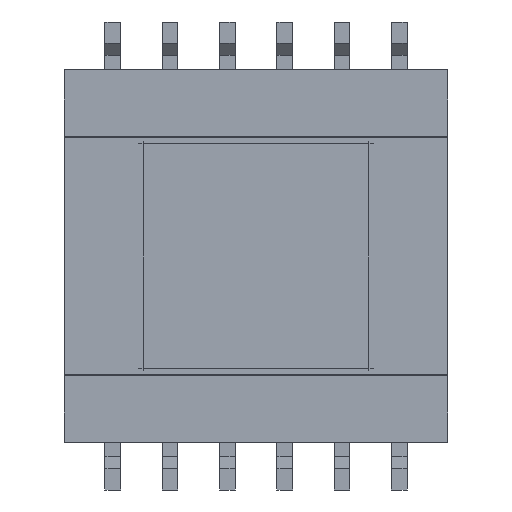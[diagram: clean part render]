
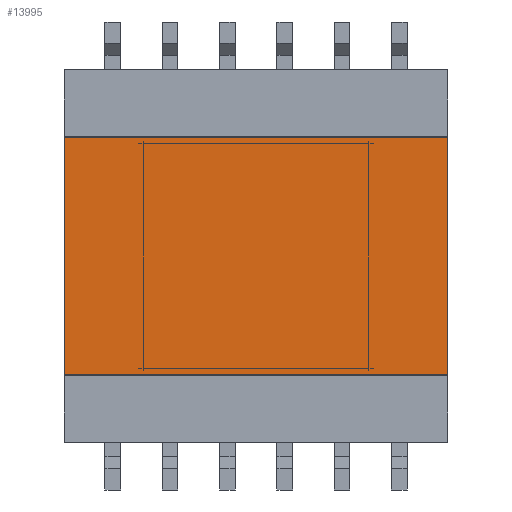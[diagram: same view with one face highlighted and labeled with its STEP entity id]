
A CAD part, front view. The second image highlights one B-rep face of the part: STEP entity #13995.
In plain terms, the highlighted planar face has unit normal (0, -1, 0).
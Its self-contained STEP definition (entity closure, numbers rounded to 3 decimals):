
#262 = LINE ( 'NONE', #26040, #3820 ) ;
#349 = ORIENTED_EDGE ( 'NONE', *, *, #12637, .F. ) ;
#727 = CARTESIAN_POINT ( 'NONE',  ( -13.385, 1.29, -8.3 ) ) ;
#967 = VECTOR ( 'NONE', #10087, 1000. ) ;
#1021 = DIRECTION ( 'NONE',  ( 0., 0., 1. ) ) ;
#1592 = LINE ( 'NONE', #7899, #967 ) ;
#3503 = CARTESIAN_POINT ( 'NONE',  ( 13.385, 1.29, 8.3 ) ) ;
#3682 = FACE_OUTER_BOUND ( 'NONE', #13780, .T. ) ;
#3820 = VECTOR ( 'NONE', #21789, 1000. ) ;
#4405 = CARTESIAN_POINT ( 'NONE',  ( -13.385, 1.29, 8.3 ) ) ;
#5003 = VECTOR ( 'NONE', #23262, 1000. ) ;
#5400 = CARTESIAN_POINT ( 'NONE',  ( 13.385, 1.29, -8.3 ) ) ;
#5795 = VERTEX_POINT ( 'NONE', #18645 ) ;
#7283 = PLANE ( 'NONE',  #20659 ) ;
#7899 = CARTESIAN_POINT ( 'NONE',  ( -13.385, 1.29, 8.3 ) ) ;
#9305 = CARTESIAN_POINT ( 'NONE',  ( -13.385, 1.29, 8.3 ) ) ;
#10087 = DIRECTION ( 'NONE',  ( 1., 0., 0. ) ) ;
#10811 = EDGE_CURVE ( 'NONE', #5795, #20742, #14150, .T. ) ;
#12374 = EDGE_CURVE ( 'NONE', #20742, #18698, #1592, .T. ) ;
#12637 = EDGE_CURVE ( 'NONE', #18698, #13653, #262, .T. ) ;
#12769 = CARTESIAN_POINT ( 'NONE',  ( -13.385, 1.29, 8.3 ) ) ;
#13653 = VERTEX_POINT ( 'NONE', #5400 ) ;
#13780 = EDGE_LOOP ( 'NONE', ( #15263, #23883, #349, #23638 ) ) ;
#13995 = ADVANCED_FACE ( 'NONE', ( #3682 ), #7283, .F. ) ;
#14150 = LINE ( 'NONE', #4405, #5003 ) ;
#15263 = ORIENTED_EDGE ( 'NONE', *, *, #10811, .F. ) ;
#15460 = VECTOR ( 'NONE', #17338, 1000. ) ;
#17338 = DIRECTION ( 'NONE',  ( -1., 0., 0. ) ) ;
#18645 = CARTESIAN_POINT ( 'NONE',  ( -13.385, 1.29, -8.3 ) ) ;
#18698 = VERTEX_POINT ( 'NONE', #3503 ) ;
#20659 = AXIS2_PLACEMENT_3D ( 'NONE', #9305, #23945, #1021 ) ;
#20742 = VERTEX_POINT ( 'NONE', #12769 ) ;
#20779 = EDGE_CURVE ( 'NONE', #13653, #5795, #22052, .T. ) ;
#21789 = DIRECTION ( 'NONE',  ( 0., 0., -1. ) ) ;
#22052 = LINE ( 'NONE', #727, #15460 ) ;
#23262 = DIRECTION ( 'NONE',  ( 0., 0., 1. ) ) ;
#23638 = ORIENTED_EDGE ( 'NONE', *, *, #12374, .F. ) ;
#23883 = ORIENTED_EDGE ( 'NONE', *, *, #20779, .F. ) ;
#23945 = DIRECTION ( 'NONE',  ( 0., 1., 0. ) ) ;
#26040 = CARTESIAN_POINT ( 'NONE',  ( 13.385, 1.29, 8.3 ) ) ;
